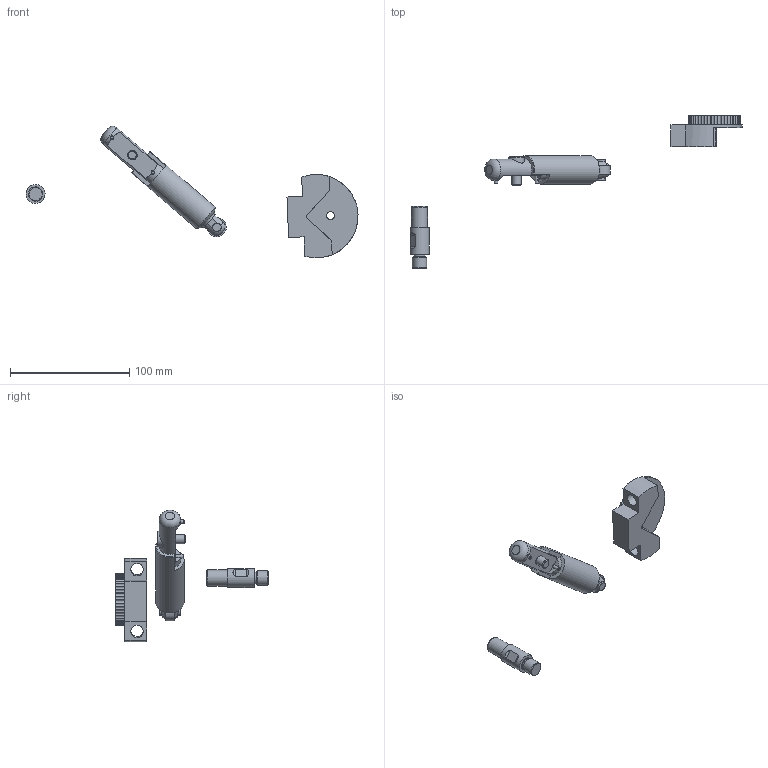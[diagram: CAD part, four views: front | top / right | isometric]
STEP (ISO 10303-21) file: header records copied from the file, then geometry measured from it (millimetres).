
FILE_DESCRIPTION(/* description */ ('Unknown'),/* implementation_level */ '2;1');
FILE_NAME(/* name */ 'AR30',/* time_stamp */ '2018-07-26T11:01:28-04:00',/* author */ ('Unknown'),/* organization */ ('Unknown'),/* preprocessor_version */ 'ST-DEVELOPER v16.7',/* originating_system */ 'DEX',/* authorisation */ $);
FILE_SCHEMA (('AUTOMOTIVE_DESIGN {1 0 10303 214 3 1 1}'));
Length unit declared in the file: millimetre
Products named in the file (7): Asm28; AR30_PART_1; AR30_PART_2; AR30_PART_3
Assembly tree (6 placements, depth 3):
  Asm28
    AR30_PART_1
      AR30_PART_1
    AR30_PART_2
      AR30_PART_2
    AR30_PART_3
      AR30_PART_3
Bounding box: 278.77 x 128.24 x 110.42 mm (x, y, z)
Volume: 90008 mm3; surface area: 26439.4 mm2
Topology: 3 solids, 3 shells, 194 faces, 530 edges, 350 vertices
Faces by surface type: cylinder 123, plane 53, torus 11, cone 7
Full cylindrical faces by diameter (mm): 3 x2, 6.647 x1, 7 x4, 8 x1, 10 x1, 10.5 x2, 12 x1, 13 x1, 13.5 x1, 14 x1, 16 x2, 18 x1, 24 x1
Entity records: 6592 total; most frequent: CARTESIAN_POINT 1135, DIRECTION 1132, ORIENTED_EDGE 954, AXIS2_PLACEMENT_3D 479, EDGE_CURVE 477, VERTEX_POINT 333, CIRCLE 268, FACE_BOUND 246
